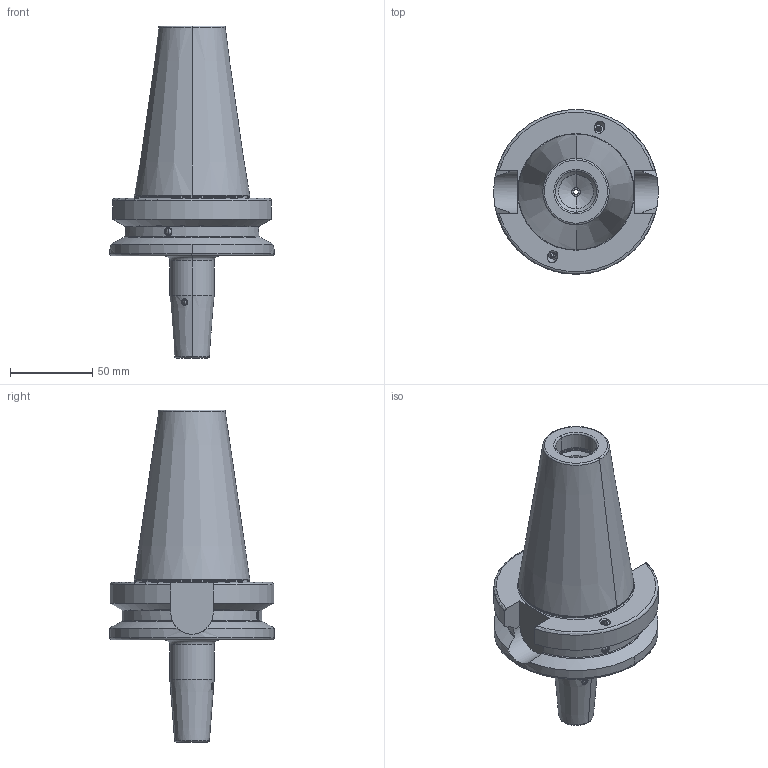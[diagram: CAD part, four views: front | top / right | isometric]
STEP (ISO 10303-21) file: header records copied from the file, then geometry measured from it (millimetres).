
FILE_DESCRIPTION((''),'2;1');
FILE_NAME('506_71_08_K','2020-09-25T',('101107'),(''),'CREO PARAMETRIC BY PTC INC, 2016260','CREO PARAMETRIC BY PTC INC, 2016260','');
FILE_SCHEMA(('CONFIG_CONTROL_DESIGN'));
Length unit declared in the file: millimetre
Products named in the file (1): 506_71_08_K
Bounding box: 100 x 100 x 201.8 mm (x, y, z)
Volume: 471210.2 mm3; surface area: 61929 mm2
Topology: 1 solids, 7 shells, 352 faces, 800 edges, 444 vertices
Faces by surface type: cone 162, cylinder 94, plane 52, torus 28, sphere 16
Entity records: 10407 total; most frequent: CARTESIAN_POINT 2612, DIRECTION 1728, ORIENTED_EDGE 1544, EDGE_CURVE 772, AXIS2_PLACEMENT_3D 715, VERTEX_POINT 444, EDGE_LOOP 380, CIRCLE 360
